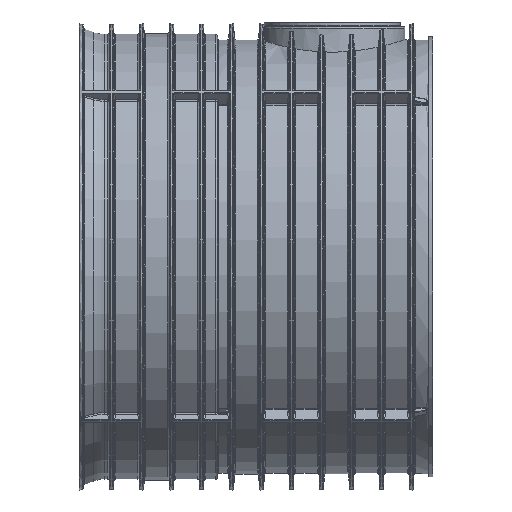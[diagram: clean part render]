
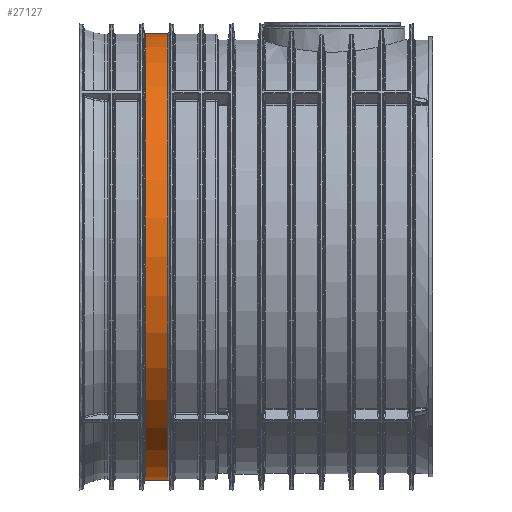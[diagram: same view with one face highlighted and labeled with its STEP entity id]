
A CAD part, left-side view. The second image highlights one B-rep face of the part: STEP entity #27127.
In plain terms, the highlighted cylindrical face has radius 350 mm (diameter 700 mm), a full revolution.
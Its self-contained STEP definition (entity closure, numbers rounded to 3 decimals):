
#3545=LINE('',#70130,#4190);
#4190=VECTOR('',#36897,350.);
#4467=CYLINDRICAL_SURFACE('',#30203,350.);
#6148=FACE_OUTER_BOUND('',#7868,.T.);
#7868=EDGE_LOOP('',(#25162,#25163,#25164,#25165,#25166,#25167));
#9784=CIRCLE('',#30201,350.);
#9785=CIRCLE('',#30202,350.);
#9786=CIRCLE('',#30204,350.);
#9787=CIRCLE('',#30205,350.);
#12397=VERTEX_POINT('',#70120);
#12398=VERTEX_POINT('',#70122);
#12399=VERTEX_POINT('',#70126);
#12400=VERTEX_POINT('',#70127);
#16655=EDGE_CURVE('',#12398,#12397,#9784,.T.);
#16656=EDGE_CURVE('',#12397,#12398,#9785,.T.);
#16657=EDGE_CURVE('',#12399,#12400,#9786,.T.);
#16658=EDGE_CURVE('',#12400,#12399,#9787,.T.);
#16659=EDGE_CURVE('',#12400,#12398,#3545,.T.);
#25162=ORIENTED_EDGE('',*,*,#16657,.F.);
#25163=ORIENTED_EDGE('',*,*,#16658,.F.);
#25164=ORIENTED_EDGE('',*,*,#16659,.T.);
#25165=ORIENTED_EDGE('',*,*,#16655,.T.);
#25166=ORIENTED_EDGE('',*,*,#16656,.T.);
#25167=ORIENTED_EDGE('',*,*,#16659,.F.);
#27127=ADVANCED_FACE('',(#6148),#4467,.T.);
#30201=AXIS2_PLACEMENT_3D('',#70123,#36887,#36888);
#30202=AXIS2_PLACEMENT_3D('',#70124,#36889,#36890);
#30203=AXIS2_PLACEMENT_3D('',#70125,#36891,#36892);
#30204=AXIS2_PLACEMENT_3D('',#70128,#36893,#36894);
#30205=AXIS2_PLACEMENT_3D('',#70129,#36895,#36896);
#36887=DIRECTION('center_axis',(0.,1.,0.));
#36888=DIRECTION('ref_axis',(1.,0.,0.));
#36889=DIRECTION('center_axis',(0.,1.,0.));
#36890=DIRECTION('ref_axis',(1.,0.,0.));
#36891=DIRECTION('center_axis',(0.,1.,0.));
#36892=DIRECTION('ref_axis',(-1.,0.,0.));
#36893=DIRECTION('center_axis',(0.,1.,0.));
#36894=DIRECTION('ref_axis',(1.,0.,0.));
#36895=DIRECTION('center_axis',(0.,1.,0.));
#36896=DIRECTION('ref_axis',(1.,0.,0.));
#36897=DIRECTION('',(0.,-1.,0.));
#70120=CARTESIAN_POINT('',(0.,408.949,-350.));
#70122=CARTESIAN_POINT('',(350.,408.949,0.));
#70123=CARTESIAN_POINT('Origin',(0.,408.949,0.));
#70124=CARTESIAN_POINT('Origin',(0.,408.949,0.));
#70125=CARTESIAN_POINT('Origin',(0.,426.5,0.));
#70126=CARTESIAN_POINT('',(0.,444.051,-350.));
#70127=CARTESIAN_POINT('',(350.,444.051,0.));
#70128=CARTESIAN_POINT('Origin',(0.,444.051,0.));
#70129=CARTESIAN_POINT('Origin',(0.,444.051,0.));
#70130=CARTESIAN_POINT('',(350.,426.5,0.));
